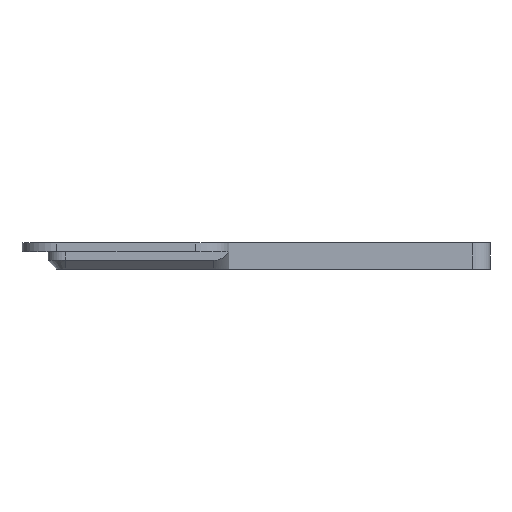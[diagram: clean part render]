
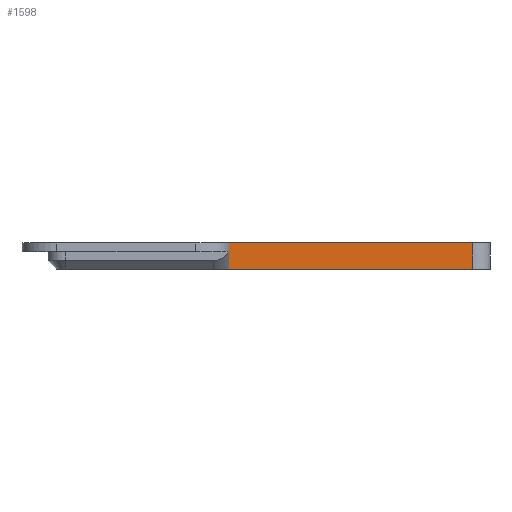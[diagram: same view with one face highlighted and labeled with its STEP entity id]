
A CAD part, front view. The second image highlights one B-rep face of the part: STEP entity #1598.
In plain terms, the highlighted planar face has unit normal (0, -1, 0).
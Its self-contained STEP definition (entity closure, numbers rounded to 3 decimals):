
#157=PLANE('',#1788);
#237=FACE_OUTER_BOUND('',#335,.T.);
#335=EDGE_LOOP('',(#1468,#1469,#1470,#1471));
#360=LINE('',#2345,#498);
#381=LINE('',#2422,#519);
#472=LINE('',#2746,#610);
#473=LINE('',#2748,#611);
#498=VECTOR('',#1839,10.);
#519=VECTOR('',#1910,1000.);
#610=VECTOR('',#2275,10.);
#611=VECTOR('',#2278,1000.);
#640=VERTEX_POINT('',#2341);
#642=VERTEX_POINT('',#2344);
#672=VERTEX_POINT('',#2419);
#673=VERTEX_POINT('',#2421);
#799=EDGE_CURVE('',#640,#642,#360,.T.);
#835=EDGE_CURVE('',#673,#672,#381,.T.);
#1002=EDGE_CURVE('',#672,#642,#472,.F.);
#1003=EDGE_CURVE('',#640,#673,#473,.T.);
#1468=ORIENTED_EDGE('',*,*,#1003,.T.);
#1469=ORIENTED_EDGE('',*,*,#835,.T.);
#1470=ORIENTED_EDGE('',*,*,#1002,.T.);
#1471=ORIENTED_EDGE('',*,*,#799,.F.);
#1598=ADVANCED_FACE('',(#237),#157,.F.);
#1788=AXIS2_PLACEMENT_3D('',#2749,#2279,#2280);
#1839=DIRECTION('',(0.,0.,-1.));
#1910=DIRECTION('',(0.,0.,-1.));
#2275=DIRECTION('',(-1.,0.,0.));
#2278=DIRECTION('',(-1.,0.,0.));
#2279=DIRECTION('center_axis',(0.,1.,0.));
#2280=DIRECTION('ref_axis',(-0.94,0.,-0.342));
#2341=CARTESIAN_POINT('',(20.,-3.5,5.5));
#2344=CARTESIAN_POINT('',(20.,-3.5,4.));
#2345=CARTESIAN_POINT('',(20.,-3.5,5.5));
#2419=CARTESIAN_POINT('',(5.936,-3.5,4.));
#2421=CARTESIAN_POINT('',(5.936,-3.5,5.5));
#2422=CARTESIAN_POINT('',(5.936,-3.5,5.5));
#2746=CARTESIAN_POINT('',(9.139,-3.5,4.));
#2748=CARTESIAN_POINT('',(5.902,-3.5,5.5));
#2749=CARTESIAN_POINT('Origin',(1.046,-3.5,-2.691));
